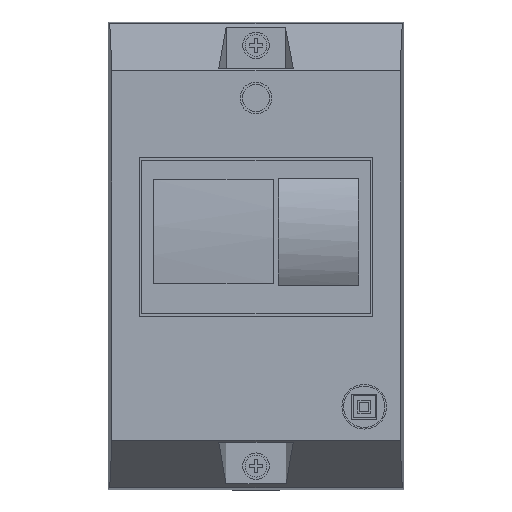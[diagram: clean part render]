
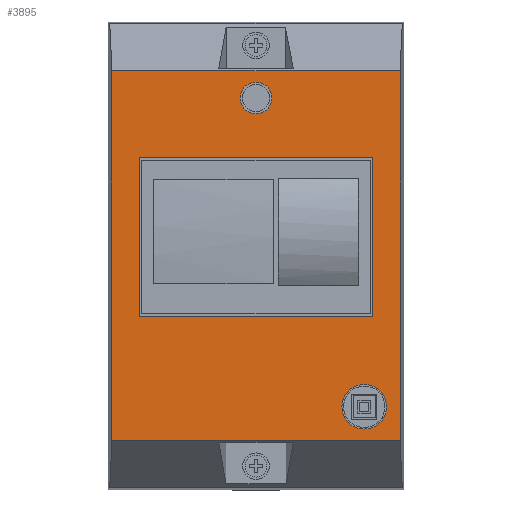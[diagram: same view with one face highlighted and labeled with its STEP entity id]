
A CAD part, top view. The second image highlights one B-rep face of the part: STEP entity #3895.
In plain terms, the highlighted planar face has unit normal (0, 0, 1).
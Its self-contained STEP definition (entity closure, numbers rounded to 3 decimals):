
#326=DIRECTION('',(0.,1.,0.));
#327=VECTOR('',#326,116.171);
#328=CARTESIAN_POINT('',(45.277,-58.085,93.358));
#329=LINE('',#328,#327);
#562=DIRECTION('',(-1.,0.,0.));
#563=VECTOR('',#562,90.554);
#564=CARTESIAN_POINT('',(45.277,-58.085,93.358));
#565=LINE('',#564,#563);
#566=DIRECTION('',(0.,1.,0.));
#567=VECTOR('',#566,116.171);
#568=CARTESIAN_POINT('',(-45.277,-58.085,93.358));
#569=LINE('',#568,#567);
#570=CARTESIAN_POINT('',(0.,49.539,93.358));
#571=DIRECTION('',(0.,0.,1.));
#572=DIRECTION('',(0.,1.,0.));
#573=AXIS2_PLACEMENT_3D('',#570,#571,#572);
#575=CARTESIAN_POINT('',(0.,49.539,93.358));
#576=DIRECTION('',(0.,0.,1.));
#577=DIRECTION('',(-1.,0.,0.));
#578=AXIS2_PLACEMENT_3D('',#575,#576,#577);
#580=CARTESIAN_POINT('',(0.,49.539,93.358));
#581=DIRECTION('',(0.,0.,1.));
#582=DIRECTION('',(0.,-1.,0.));
#583=AXIS2_PLACEMENT_3D('',#580,#581,#582);
#585=CARTESIAN_POINT('',(0.,49.539,93.358));
#586=DIRECTION('',(0.,0.,1.));
#587=DIRECTION('',(1.,0.,0.));
#588=AXIS2_PLACEMENT_3D('',#585,#586,#587);
#590=CARTESIAN_POINT('',(34.,-47.5,93.358));
#591=DIRECTION('',(0.,0.,1.));
#592=DIRECTION('',(1.,0.,0.));
#593=AXIS2_PLACEMENT_3D('',#590,#591,#592);
#595=CARTESIAN_POINT('',(34.,-47.5,93.358));
#596=DIRECTION('',(0.,0.,1.));
#597=DIRECTION('',(-1.,0.,0.));
#598=AXIS2_PLACEMENT_3D('',#595,#596,#597);
#600=DIRECTION('',(-1.,0.,0.));
#601=VECTOR('',#600,90.554);
#602=CARTESIAN_POINT('',(45.277,58.085,93.358));
#603=LINE('',#602,#601);
#940=DIRECTION('',(0.,1.,0.));
#941=VECTOR('',#940,49.8);
#942=CARTESIAN_POINT('',(-36.75,-19.,93.358));
#943=LINE('',#942,#941);
#948=DIRECTION('',(1.,0.,0.));
#949=VECTOR('',#948,73.5);
#950=CARTESIAN_POINT('',(-36.75,30.8,93.358));
#951=LINE('',#950,#949);
#956=DIRECTION('',(0.,-1.,0.));
#957=VECTOR('',#956,49.8);
#958=CARTESIAN_POINT('',(36.75,30.8,93.358));
#959=LINE('',#958,#957);
#964=DIRECTION('',(-1.,0.,0.));
#965=VECTOR('',#964,73.5);
#966=CARTESIAN_POINT('',(36.75,-19.,93.358));
#967=LINE('',#966,#965);
#2543=CARTESIAN_POINT('',(45.277,-58.085,93.358));
#2544=VERTEX_POINT('',#2543);
#2545=CARTESIAN_POINT('',(45.277,58.085,93.358));
#2546=VERTEX_POINT('',#2545);
#2620=CARTESIAN_POINT('',(-45.277,58.085,93.358));
#2621=VERTEX_POINT('',#2620);
#2622=CARTESIAN_POINT('',(-45.277,-58.085,
93.358));
#2623=VERTEX_POINT('',#2622);
#2634=CARTESIAN_POINT('',(0.,54.539,93.358));
#2635=CARTESIAN_POINT('',(-5.,49.539,93.358));
#2636=VERTEX_POINT('',#2634);
#2637=VERTEX_POINT('',#2635);
#2638=CARTESIAN_POINT('',(0.,44.539,93.358));
#2639=VERTEX_POINT('',#2638);
#2640=CARTESIAN_POINT('',(5.,49.539,93.358));
#2641=VERTEX_POINT('',#2640);
#2642=CARTESIAN_POINT('',(-36.75,-19.,
93.358));
#2643=CARTESIAN_POINT('',(-36.75,30.8,93.358));
#2644=VERTEX_POINT('',#2642);
#2645=VERTEX_POINT('',#2643);
#2646=CARTESIAN_POINT('',(36.75,-19.,93.358));
#2647=VERTEX_POINT('',#2646);
#2648=CARTESIAN_POINT('',(36.75,30.8,93.358));
#2649=VERTEX_POINT('',#2648);
#2650=CARTESIAN_POINT('',(41.,-47.5,93.358));
#2651=CARTESIAN_POINT('',(27.,-47.5,93.358));
#2652=VERTEX_POINT('',#2650);
#2653=VERTEX_POINT('',#2651);
#3857=CARTESIAN_POINT('',(-45.277,73.5,93.358));
#3858=DIRECTION('',(0.,0.,1.));
#3859=DIRECTION('',(1.,0.,0.));
#3860=AXIS2_PLACEMENT_3D('',#3857,#3858,#3859);
#3861=PLANE('',#3860);
#3863=ORIENTED_EDGE('',*,*,#3862,.F.);
#3864=ORIENTED_EDGE('',*,*,#3496,.F.);
#3865=ORIENTED_EDGE('',*,*,#3839,.T.);
#3866=ORIENTED_EDGE('',*,*,#3460,.T.);
#3867=EDGE_LOOP('',(#3863,#3864,#3865,#3866));
#3868=FACE_OUTER_BOUND('',#3867,.F.);
#3870=ORIENTED_EDGE('',*,*,#3869,.T.);
#3872=ORIENTED_EDGE('',*,*,#3871,.T.);
#3874=ORIENTED_EDGE('',*,*,#3873,.T.);
#3876=ORIENTED_EDGE('',*,*,#3875,.T.);
#3877=EDGE_LOOP('',(#3870,#3872,#3874,#3876));
#3878=FACE_BOUND('',#3877,.F.);
#3880=ORIENTED_EDGE('',*,*,#3879,.F.);
#3882=ORIENTED_EDGE('',*,*,#3881,.F.);
#3884=ORIENTED_EDGE('',*,*,#3883,.F.);
#3886=ORIENTED_EDGE('',*,*,#3885,.F.);
#3887=EDGE_LOOP('',(#3880,#3882,#3884,#3886));
#3888=FACE_BOUND('',#3887,.F.);
#3890=ORIENTED_EDGE('',*,*,#3889,.T.);
#3892=ORIENTED_EDGE('',*,*,#3891,.T.);
#3893=EDGE_LOOP('',(#3890,#3892));
#3894=FACE_BOUND('',#3893,.F.);
#3895=ADVANCED_FACE('',(#3868,#3878,#3888,#3894),#3861,.T.);
#574=CIRCLE('',#573,5.);
#579=CIRCLE('',#578,5.);
#584=CIRCLE('',#583,5.);
#589=CIRCLE('',#588,5.);
#594=CIRCLE('',#593,7.);
#599=CIRCLE('',#598,7.);
#3460=EDGE_CURVE('',#2623,#2621,#569,.T.);
#3496=EDGE_CURVE('',#2544,#2546,#329,.T.);
#3839=EDGE_CURVE('',#2544,#2623,#565,.T.);
#3862=EDGE_CURVE('',#2546,#2621,#603,.T.);
#3869=EDGE_CURVE('',#2636,#2637,#574,.T.);
#3871=EDGE_CURVE('',#2637,#2639,#579,.T.);
#3873=EDGE_CURVE('',#2639,#2641,#584,.T.);
#3875=EDGE_CURVE('',#2641,#2636,#589,.T.);
#3879=EDGE_CURVE('',#2644,#2645,#943,.T.);
#3881=EDGE_CURVE('',#2647,#2644,#967,.T.);
#3883=EDGE_CURVE('',#2649,#2647,#959,.T.);
#3885=EDGE_CURVE('',#2645,#2649,#951,.T.);
#3889=EDGE_CURVE('',#2652,#2653,#594,.T.);
#3891=EDGE_CURVE('',#2653,#2652,#599,.T.);
